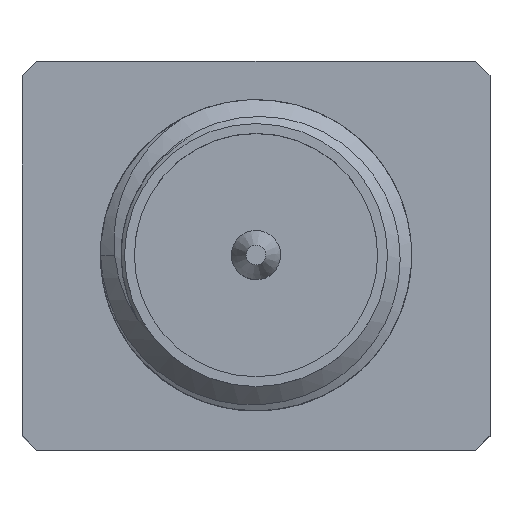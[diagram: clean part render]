
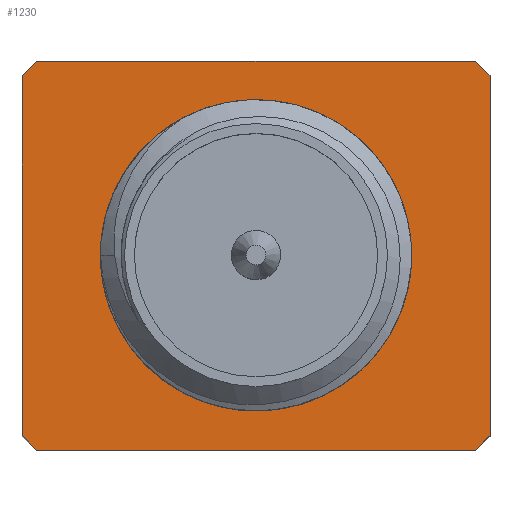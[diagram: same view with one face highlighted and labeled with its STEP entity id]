
A CAD part, top view. The second image highlights one B-rep face of the part: STEP entity #1230.
In plain terms, the highlighted planar face has unit normal (0, 0, 1).
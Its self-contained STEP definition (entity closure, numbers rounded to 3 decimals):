
#25=LINE('',#2317,#103);
#50=LINE('',#2370,#128);
#51=LINE('',#2373,#129);
#52=LINE('',#2375,#130);
#53=LINE('',#2377,#131);
#54=LINE('',#2379,#132);
#55=LINE('',#2380,#133);
#56=LINE('',#2382,#134);
#103=VECTOR('',#1394,1000.);
#128=VECTOR('',#1433,1000.);
#129=VECTOR('',#1434,1000.);
#130=VECTOR('',#1435,1000.);
#131=VECTOR('',#1436,1000.);
#132=VECTOR('',#1437,1000.);
#133=VECTOR('',#1438,1000.);
#134=VECTOR('',#1439,1000.);
#190=PLANE('',#1300);
#294=ORIENTED_EDGE('',*,*,#469,.T.);
#295=ORIENTED_EDGE('',*,*,#495,.T.);
#296=ORIENTED_EDGE('',*,*,#496,.T.);
#297=ORIENTED_EDGE('',*,*,#497,.T.);
#298=ORIENTED_EDGE('',*,*,#498,.T.);
#299=ORIENTED_EDGE('',*,*,#499,.T.);
#300=ORIENTED_EDGE('',*,*,#470,.T.);
#301=ORIENTED_EDGE('',*,*,#500,.T.);
#302=ORIENTED_EDGE('',*,*,#501,.T.);
#469=EDGE_CURVE('',#576,#576,#653,.T.);
#470=EDGE_CURVE('',#577,#578,#25,.F.);
#495=EDGE_CURVE('',#598,#599,#50,.T.);
#496=EDGE_CURVE('',#599,#600,#51,.F.);
#497=EDGE_CURVE('',#600,#601,#52,.T.);
#498=EDGE_CURVE('',#601,#602,#53,.F.);
#499=EDGE_CURVE('',#602,#577,#54,.T.);
#500=EDGE_CURVE('',#578,#603,#55,.T.);
#501=EDGE_CURVE('',#603,#598,#56,.F.);
#576=VERTEX_POINT('',#2315);
#577=VERTEX_POINT('',#2318);
#578=VERTEX_POINT('',#2319);
#598=VERTEX_POINT('',#2371);
#599=VERTEX_POINT('',#2372);
#600=VERTEX_POINT('',#2374);
#601=VERTEX_POINT('',#2376);
#602=VERTEX_POINT('',#2378);
#603=VERTEX_POINT('',#2381);
#653=CIRCLE('',#1292,2.675);
#693=EDGE_LOOP('',(#294));
#694=EDGE_LOOP('',(#295,#296,#297,#298,#299,#300,#301,#302));
#769=FACE_BOUND('',#693,.T.);
#770=FACE_BOUND('',#694,.T.);
#1230=ADVANCED_FACE('',(#769,#770),#190,.T.);
#1292=AXIS2_PLACEMENT_3D('',#2314,#1390,#1391);
#1300=AXIS2_PLACEMENT_3D('',#2369,#1431,#1432);
#1390=DIRECTION('',(0.,0.,-1.));
#1391=DIRECTION('',(1.,0.,0.));
#1394=DIRECTION('',(-0.707,-0.707,0.));
#1431=DIRECTION('',(0.,0.,1.));
#1432=DIRECTION('',(1.,0.,0.));
#1433=DIRECTION('',(-1.,0.,0.));
#1434=DIRECTION('',(0.707,0.707,0.));
#1435=DIRECTION('',(0.,-1.,0.));
#1436=DIRECTION('',(-0.707,0.707,0.));
#1437=DIRECTION('',(1.,0.,0.));
#1438=DIRECTION('',(0.,1.,0.));
#1439=DIRECTION('',(0.707,-0.707,0.));
#2314=CARTESIAN_POINT('',(0.,0.,1.27));
#2315=CARTESIAN_POINT('',(2.675,0.,1.27));
#2317=CARTESIAN_POINT('',(4.21,-4.21,1.27));
#2318=CARTESIAN_POINT('',(4.46,-3.96,1.27));
#2319=CARTESIAN_POINT('',(4.76,-3.66,1.27));
#2369=CARTESIAN_POINT('',(0.,0.,1.27));
#2370=CARTESIAN_POINT('',(4.76,3.96,1.27));
#2371=CARTESIAN_POINT('',(4.46,3.96,1.27));
#2372=CARTESIAN_POINT('',(-4.46,3.96,1.27));
#2373=CARTESIAN_POINT('',(-4.21,4.21,1.27));
#2374=CARTESIAN_POINT('',(-4.76,3.66,1.27));
#2375=CARTESIAN_POINT('',(-4.76,3.96,1.27));
#2376=CARTESIAN_POINT('',(-4.76,-3.66,1.27));
#2377=CARTESIAN_POINT('',(-4.21,-4.21,1.27));
#2378=CARTESIAN_POINT('',(-4.46,-3.96,1.27));
#2379=CARTESIAN_POINT('',(-4.76,-3.96,1.27));
#2380=CARTESIAN_POINT('',(4.76,-3.96,1.27));
#2381=CARTESIAN_POINT('',(4.76,3.66,1.27));
#2382=CARTESIAN_POINT('',(4.21,4.21,1.27));
